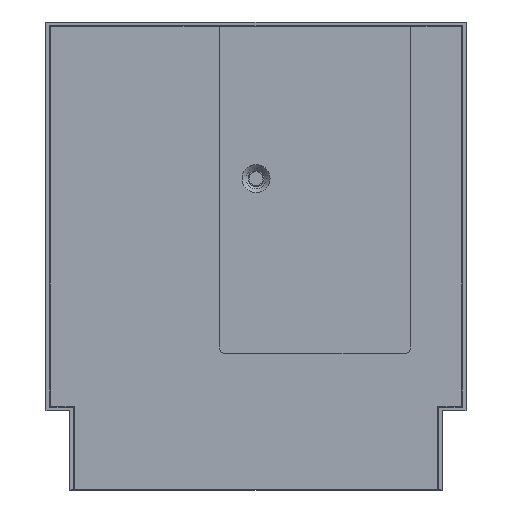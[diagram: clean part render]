
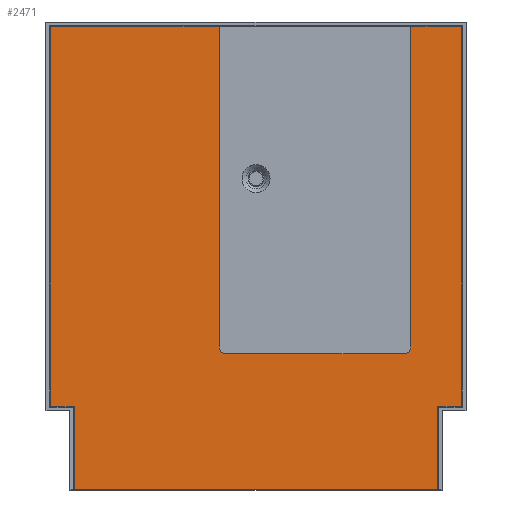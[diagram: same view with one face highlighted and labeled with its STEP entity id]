
A CAD part, top view. The second image highlights one B-rep face of the part: STEP entity #2471.
In plain terms, the highlighted planar face has unit normal (0, 0, 1).
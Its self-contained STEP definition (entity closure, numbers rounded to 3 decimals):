
#127=PLANE('',#2612);
#249=FACE_OUTER_BOUND('',#379,.T.);
#379=EDGE_LOOP('',(#2222,#2223,#2224,#2225,#2226,#2227,#2228,#2229,#2230,
#2231,#2232,#2233,#2234,#2235));
#662=LINE('',#3798,#993);
#665=LINE('',#3804,#996);
#668=LINE('',#3810,#999);
#671=LINE('',#3816,#1002);
#675=LINE('',#3824,#1006);
#678=LINE('',#3828,#1009);
#680=LINE('',#3833,#1011);
#683=LINE('',#3839,#1014);
#686=LINE('',#3843,#1017);
#687=LINE('',#3846,#1018);
#688=LINE('',#3850,#1019);
#689=LINE('',#3853,#1020);
#993=VECTOR('',#3108,10.);
#996=VECTOR('',#3113,10.);
#999=VECTOR('',#3118,10.);
#1002=VECTOR('',#3123,10.);
#1006=VECTOR('',#3129,10.);
#1009=VECTOR('',#3132,10.);
#1011=VECTOR('',#3136,10.);
#1014=VECTOR('',#3141,10.);
#1017=VECTOR('',#3146,10.);
#1018=VECTOR('',#3149,10.);
#1019=VECTOR('',#3152,10.);
#1020=VECTOR('',#3155,10.);
#1080=CIRCLE('',#2613,0.9);
#1081=CIRCLE('',#2614,0.9);
#1263=VERTEX_POINT('',#3795);
#1264=VERTEX_POINT('',#3797);
#1266=VERTEX_POINT('',#3803);
#1268=VERTEX_POINT('',#3809);
#1270=VERTEX_POINT('',#3815);
#1271=VERTEX_POINT('',#3819);
#1272=VERTEX_POINT('',#3821);
#1273=VERTEX_POINT('',#3823);
#1276=VERTEX_POINT('',#3832);
#1278=VERTEX_POINT('',#3838);
#1279=VERTEX_POINT('',#3845);
#1280=VERTEX_POINT('',#3847);
#1281=VERTEX_POINT('',#3849);
#1282=VERTEX_POINT('',#3851);
#1582=EDGE_CURVE('',#1264,#1263,#662,.T.);
#1585=EDGE_CURVE('',#1266,#1264,#665,.T.);
#1588=EDGE_CURVE('',#1268,#1266,#668,.T.);
#1591=EDGE_CURVE('',#1270,#1268,#671,.T.);
#1595=EDGE_CURVE('',#1273,#1272,#675,.T.);
#1598=EDGE_CURVE('',#1271,#1270,#678,.T.);
#1600=EDGE_CURVE('',#1276,#1273,#680,.T.);
#1603=EDGE_CURVE('',#1278,#1276,#683,.T.);
#1606=EDGE_CURVE('',#1263,#1278,#686,.T.);
#1607=EDGE_CURVE('',#1272,#1279,#687,.T.);
#1608=EDGE_CURVE('',#1280,#1279,#1080,.T.);
#1609=EDGE_CURVE('',#1280,#1281,#688,.T.);
#1610=EDGE_CURVE('',#1282,#1281,#1081,.T.);
#1611=EDGE_CURVE('',#1282,#1271,#689,.T.);
#2222=ORIENTED_EDGE('',*,*,#1598,.T.);
#2223=ORIENTED_EDGE('',*,*,#1591,.T.);
#2224=ORIENTED_EDGE('',*,*,#1588,.T.);
#2225=ORIENTED_EDGE('',*,*,#1585,.T.);
#2226=ORIENTED_EDGE('',*,*,#1582,.T.);
#2227=ORIENTED_EDGE('',*,*,#1606,.T.);
#2228=ORIENTED_EDGE('',*,*,#1603,.T.);
#2229=ORIENTED_EDGE('',*,*,#1600,.T.);
#2230=ORIENTED_EDGE('',*,*,#1595,.T.);
#2231=ORIENTED_EDGE('',*,*,#1607,.T.);
#2232=ORIENTED_EDGE('',*,*,#1608,.F.);
#2233=ORIENTED_EDGE('',*,*,#1609,.T.);
#2234=ORIENTED_EDGE('',*,*,#1610,.F.);
#2235=ORIENTED_EDGE('',*,*,#1611,.T.);
#2471=ADVANCED_FACE('',(#249),#127,.T.);
#2612=AXIS2_PLACEMENT_3D('',#3844,#3147,#3148);
#2613=AXIS2_PLACEMENT_3D('',#3848,#3150,#3151);
#2614=AXIS2_PLACEMENT_3D('',#3852,#3153,#3154);
#3108=DIRECTION('',(1.,0.,0.));
#3113=DIRECTION('',(0.,-1.,0.));
#3118=DIRECTION('',(1.,0.,0.));
#3123=DIRECTION('',(0.,-1.,0.));
#3129=DIRECTION('',(-1.,0.,0.));
#3132=DIRECTION('',(-1.,0.,0.));
#3136=DIRECTION('',(0.,1.,0.));
#3141=DIRECTION('',(1.,0.,0.));
#3146=DIRECTION('',(0.,1.,0.));
#3147=DIRECTION('center_axis',(0.,0.,1.));
#3148=DIRECTION('ref_axis',(1.,0.,0.));
#3149=DIRECTION('',(0.,-1.,0.));
#3150=DIRECTION('center_axis',(0.,0.,1.));
#3151=DIRECTION('ref_axis',(0.707,-0.707,0.));
#3152=DIRECTION('',(-1.,0.,0.));
#3153=DIRECTION('center_axis',(0.,0.,1.));
#3154=DIRECTION('ref_axis',(-0.707,-0.707,0.));
#3155=DIRECTION('',(0.,1.,0.));
#3795=CARTESIAN_POINT('',(24.65,-30.95,6.8));
#3797=CARTESIAN_POINT('',(-24.65,-30.95,6.8));
#3798=CARTESIAN_POINT('',(-12.325,-30.95,6.8));
#3803=CARTESIAN_POINT('',(-24.65,-19.65,6.8));
#3804=CARTESIAN_POINT('',(-24.65,-9.825,6.8));
#3809=CARTESIAN_POINT('',(-27.9,-19.65,6.8));
#3810=CARTESIAN_POINT('',(-13.95,-19.65,6.8));
#3815=CARTESIAN_POINT('',(-27.9,31.9,6.8));
#3816=CARTESIAN_POINT('',(-27.9,15.95,6.8));
#3819=CARTESIAN_POINT('',(-5.,31.9,6.8));
#3821=CARTESIAN_POINT('',(21.,31.9,6.8));
#3823=CARTESIAN_POINT('',(27.9,31.9,6.8));
#3824=CARTESIAN_POINT('',(13.95,31.9,6.8));
#3828=CARTESIAN_POINT('',(13.95,31.9,6.8));
#3832=CARTESIAN_POINT('',(27.9,-19.65,6.8));
#3833=CARTESIAN_POINT('',(27.9,-9.825,6.8));
#3838=CARTESIAN_POINT('',(24.65,-19.65,6.8));
#3839=CARTESIAN_POINT('',(12.325,-19.65,6.8));
#3843=CARTESIAN_POINT('',(24.65,-15.475,6.8));
#3844=CARTESIAN_POINT('Origin',(0.,0.,6.8));
#3845=CARTESIAN_POINT('',(21.,-11.6,6.8));
#3846=CARTESIAN_POINT('',(21.,16.25,6.8));
#3847=CARTESIAN_POINT('',(20.1,-12.5,6.8));
#3848=CARTESIAN_POINT('Origin',(20.1,-11.6,6.8));
#3849=CARTESIAN_POINT('',(-4.1,-12.5,6.8));
#3850=CARTESIAN_POINT('',(10.5,-12.5,6.8));
#3851=CARTESIAN_POINT('',(-5.,-11.6,6.8));
#3852=CARTESIAN_POINT('Origin',(-4.1,-11.6,6.8));
#3853=CARTESIAN_POINT('',(-5.,-6.25,6.8));
